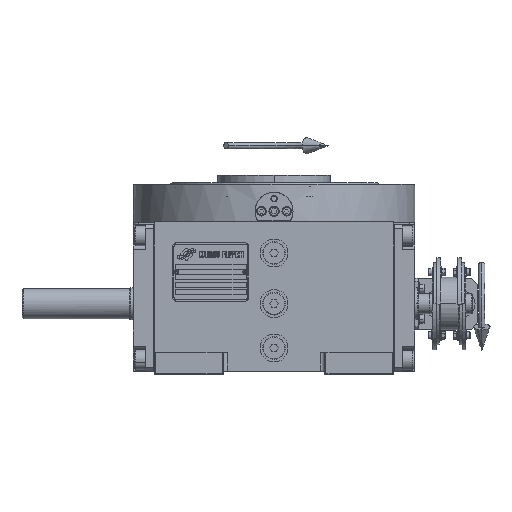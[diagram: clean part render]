
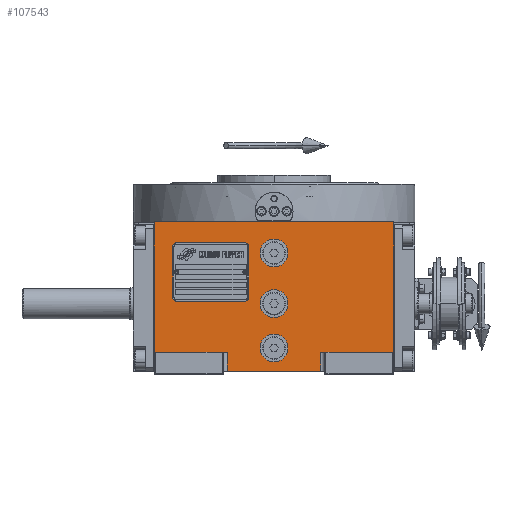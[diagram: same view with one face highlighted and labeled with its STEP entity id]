
A CAD part, top view. The second image highlights one B-rep face of the part: STEP entity #107543.
In plain terms, the highlighted planar face has unit normal (0, 0, 1).
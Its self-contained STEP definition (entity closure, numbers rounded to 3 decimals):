
#261 = ORIENTED_EDGE ( 'NONE', *, *, #4614, .T. ) ;
#1618 = ORIENTED_EDGE ( 'NONE', *, *, #99852, .F. ) ;
#1697 = CARTESIAN_POINT ( 'NONE',  ( 11., 0., 163.5 ) ) ;
#2128 = EDGE_CURVE ( 'NONE', #66177, #39964, #19564, .T. ) ;
#2468 = LINE ( 'NONE', #111006, #19516 ) ;
#2552 = CIRCLE ( 'NONE', #68533, 11. ) ;
#4107 = VERTEX_POINT ( 'NONE', #49495 ) ;
#4614 = EDGE_CURVE ( 'NONE', #22629, #4107, #65339, .T. ) ;
#5617 = ORIENTED_EDGE ( 'NONE', *, *, #2128, .F. ) ;
#8264 = EDGE_LOOP ( 'NONE', ( #111171, #33030 ) ) ;
#10388 = VERTEX_POINT ( 'NONE', #108643 ) ;
#11521 = FACE_BOUND ( 'NONE', #111022, .T. ) ;
#12069 = VERTEX_POINT ( 'NONE', #80427 ) ;
#12106 = DIRECTION ( 'NONE',  ( 0., 0., 1. ) ) ;
#13049 = DIRECTION ( 'NONE',  ( -1., 0., 0. ) ) ;
#13053 = EDGE_CURVE ( 'NONE', #14417, #66177, #82909, .T. ) ;
#13388 = CARTESIAN_POINT ( 'NONE',  ( -37., -53.5, 163.5 ) ) ;
#14417 = VERTEX_POINT ( 'NONE', #99556 ) ;
#16330 = CARTESIAN_POINT ( 'NONE',  ( -94.5, 64.5, 163.5 ) ) ;
#19516 = VECTOR ( 'NONE', #49090, 1000. ) ;
#19564 = LINE ( 'NONE', #74431, #106375 ) ;
#20421 = FACE_BOUND ( 'NONE', #40402, .T. ) ;
#20465 = CARTESIAN_POINT ( 'NONE',  ( 0., -35., 163.5 ) ) ;
#20951 = DIRECTION ( 'NONE',  ( 0., 1., 0. ) ) ;
#20988 = CARTESIAN_POINT ( 'NONE',  ( -94.5, -53.5, 163.5 ) ) ;
#21096 = EDGE_CURVE ( 'NONE', #10388, #91397, #116162, .T. ) ;
#22629 = VERTEX_POINT ( 'NONE', #72700 ) ;
#22654 = ORIENTED_EDGE ( 'NONE', *, *, #72739, .F. ) ;
#22852 = DIRECTION ( 'NONE',  ( 0., 1., 0. ) ) ;
#24200 = CIRCLE ( 'NONE', #86346, 11. ) ;
#24545 = VECTOR ( 'NONE', #96879, 1000. ) ;
#25030 = CARTESIAN_POINT ( 'NONE',  ( 94.5, 64.5, 163.5 ) ) ;
#30113 = ORIENTED_EDGE ( 'NONE', *, *, #82608, .F. ) ;
#31370 = CARTESIAN_POINT ( 'NONE',  ( 11., 40., 163.5 ) ) ;
#33030 = ORIENTED_EDGE ( 'NONE', *, *, #54638, .F. ) ;
#34251 = CARTESIAN_POINT ( 'NONE',  ( -11., 0., 163.5 ) ) ;
#35315 = LINE ( 'NONE', #51893, #94999 ) ;
#35748 = ORIENTED_EDGE ( 'NONE', *, *, #104120, .T. ) ;
#39207 = CARTESIAN_POINT ( 'NONE',  ( -94.5, -38.5, 163.5 ) ) ;
#39310 = CARTESIAN_POINT ( 'NONE',  ( -37., -53.5, 163.5 ) ) ;
#39964 = VERTEX_POINT ( 'NONE', #25030 ) ;
#40340 = CARTESIAN_POINT ( 'NONE',  ( 0., 40., 163.5 ) ) ;
#40402 = EDGE_LOOP ( 'NONE', ( #22654, #83661 ) ) ;
#41036 = DIRECTION ( 'NONE',  ( 0., 0., 1. ) ) ;
#43551 = CARTESIAN_POINT ( 'NONE',  ( 0., 0., 163.5 ) ) ;
#43928 = VERTEX_POINT ( 'NONE', #53699 ) ;
#44636 = VERTEX_POINT ( 'NONE', #104164 ) ;
#47457 = CARTESIAN_POINT ( 'NONE',  ( -37., -38.5, 163.5 ) ) ;
#47676 = VECTOR ( 'NONE', #95878, 1000. ) ;
#48116 = FACE_OUTER_BOUND ( 'NONE', #64162, .T. ) ;
#48756 = CARTESIAN_POINT ( 'NONE',  ( 0., 40., 163.5 ) ) ;
#49090 = DIRECTION ( 'NONE',  ( 1., 0., 0. ) ) ;
#49346 = AXIS2_PLACEMENT_3D ( 'NONE', #40340, #76373, #104629 ) ;
#49495 = CARTESIAN_POINT ( 'NONE',  ( 37., -53.5, 163.5 ) ) ;
#51893 = CARTESIAN_POINT ( 'NONE',  ( -94.5, -38.5, 163.5 ) ) ;
#51945 = AXIS2_PLACEMENT_3D ( 'NONE', #20988, #12106, #84119 ) ;
#52781 = CARTESIAN_POINT ( 'NONE',  ( 94.5, -38.5, 163.5 ) ) ;
#53625 = DIRECTION ( 'NONE',  ( 1., 0., 0. ) ) ;
#53699 = CARTESIAN_POINT ( 'NONE',  ( 94.5, -38.5, 163.5 ) ) ;
#54638 = EDGE_CURVE ( 'NONE', #78597, #93244, #67842, .T. ) ;
#60920 = ORIENTED_EDGE ( 'NONE', *, *, #67882, .T. ) ;
#61300 = DIRECTION ( 'NONE',  ( 0., 0., 1. ) ) ;
#64162 = EDGE_LOOP ( 'NONE', ( #261, #30113, #106414, #60920, #5617, #64267, #35748, #107408 ) ) ;
#64267 = ORIENTED_EDGE ( 'NONE', *, *, #13053, .F. ) ;
#65339 = LINE ( 'NONE', #39310, #88729 ) ;
#66177 = VERTEX_POINT ( 'NONE', #16330 ) ;
#67842 = CIRCLE ( 'NONE', #82919, 11. ) ;
#67882 = EDGE_CURVE ( 'NONE', #43928, #39964, #69326, .T. ) ;
#68411 = ORIENTED_EDGE ( 'NONE', *, *, #101950, .F. ) ;
#68533 = AXIS2_PLACEMENT_3D ( 'NONE', #84357, #83767, #101471 ) ;
#69326 = LINE ( 'NONE', #52781, #47676 ) ;
#69738 = CIRCLE ( 'NONE', #109251, 11. ) ;
#70901 = LINE ( 'NONE', #106869, #24545 ) ;
#72700 = CARTESIAN_POINT ( 'NONE',  ( -37., -53.5, 163.5 ) ) ;
#72739 = EDGE_CURVE ( 'NONE', #91397, #10388, #2552, .T. ) ;
#74431 = CARTESIAN_POINT ( 'NONE',  ( -94.5, 64.5, 163.5 ) ) ;
#76373 = DIRECTION ( 'NONE',  ( 0., 0., 1. ) ) ;
#76500 = DIRECTION ( 'NONE',  ( 1., 0., 0. ) ) ;
#78597 = VERTEX_POINT ( 'NONE', #34251 ) ;
#80300 = VECTOR ( 'NONE', #20951, 1000. ) ;
#80427 = CARTESIAN_POINT ( 'NONE',  ( -11., 40., 163.5 ) ) ;
#82608 = EDGE_CURVE ( 'NONE', #44636, #4107, #70901, .T. ) ;
#82909 = LINE ( 'NONE', #39207, #80300 ) ;
#82919 = AXIS2_PLACEMENT_3D ( 'NONE', #84480, #111539, #13049 ) ;
#83519 = PLANE ( 'NONE',  #51945 ) ;
#83661 = ORIENTED_EDGE ( 'NONE', *, *, #21096, .F. ) ;
#83767 = DIRECTION ( 'NONE',  ( 0., 0., 1. ) ) ;
#84119 = DIRECTION ( 'NONE',  ( 1., 0., 0. ) ) ;
#84357 = CARTESIAN_POINT ( 'NONE',  ( 0., -35., 163.5 ) ) ;
#84480 = CARTESIAN_POINT ( 'NONE',  ( 0., 0., 163.5 ) ) ;
#86346 = AXIS2_PLACEMENT_3D ( 'NONE', #43551, #61300, #106682 ) ;
#88729 = VECTOR ( 'NONE', #76500, 1000. ) ;
#91397 = VERTEX_POINT ( 'NONE', #99353 ) ;
#92129 = DIRECTION ( 'NONE',  ( 1., 0., 0. ) ) ;
#92422 = DIRECTION ( 'NONE',  ( 0., 0., 1. ) ) ;
#93244 = VERTEX_POINT ( 'NONE', #1697 ) ;
#94183 = DIRECTION ( 'NONE',  ( 1., 0., 0. ) ) ;
#94252 = LINE ( 'NONE', #13388, #98374 ) ;
#94999 = VECTOR ( 'NONE', #53625, 1000. ) ;
#95878 = DIRECTION ( 'NONE',  ( 0., 1., 0. ) ) ;
#96879 = DIRECTION ( 'NONE',  ( 0., -1., 0. ) ) ;
#98374 = VECTOR ( 'NONE', #22852, 1000. ) ;
#99353 = CARTESIAN_POINT ( 'NONE',  ( 11., -35., 163.5 ) ) ;
#99556 = CARTESIAN_POINT ( 'NONE',  ( -94.5, -38.5, 163.5 ) ) ;
#99852 = EDGE_CURVE ( 'NONE', #102355, #12069, #69738, .T. ) ;
#100217 = CIRCLE ( 'NONE', #49346, 11. ) ;
#101237 = FACE_BOUND ( 'NONE', #8264, .T. ) ;
#101471 = DIRECTION ( 'NONE',  ( 1., 0., 0. ) ) ;
#101950 = EDGE_CURVE ( 'NONE', #12069, #102355, #100217, .T. ) ;
#102355 = VERTEX_POINT ( 'NONE', #31370 ) ;
#104120 = EDGE_CURVE ( 'NONE', #14417, #116502, #35315, .T. ) ;
#104164 = CARTESIAN_POINT ( 'NONE',  ( 37., -38.5, 163.5 ) ) ;
#104629 = DIRECTION ( 'NONE',  ( -1., 0., 0. ) ) ;
#105114 = EDGE_CURVE ( 'NONE', #44636, #43928, #2468, .T. ) ;
#106375 = VECTOR ( 'NONE', #92129, 1000. ) ;
#106414 = ORIENTED_EDGE ( 'NONE', *, *, #105114, .T. ) ;
#106682 = DIRECTION ( 'NONE',  ( 1., 0., 0. ) ) ;
#106869 = CARTESIAN_POINT ( 'NONE',  ( 37., -38.5, 163.5 ) ) ;
#107408 = ORIENTED_EDGE ( 'NONE', *, *, #110656, .F. ) ;
#107543 = ADVANCED_FACE ( 'NONE', ( #101237, #20421, #11521, #48116 ), #83519, .T. ) ;
#108643 = CARTESIAN_POINT ( 'NONE',  ( -11., -35., 163.5 ) ) ;
#108921 = EDGE_CURVE ( 'NONE', #93244, #78597, #24200, .T. ) ;
#109251 = AXIS2_PLACEMENT_3D ( 'NONE', #48756, #41036, #94183 ) ;
#109488 = DIRECTION ( 'NONE',  ( -1., 0., 0. ) ) ;
#110656 = EDGE_CURVE ( 'NONE', #22629, #116502, #94252, .T. ) ;
#111006 = CARTESIAN_POINT ( 'NONE',  ( 37., -38.5, 163.5 ) ) ;
#111022 = EDGE_LOOP ( 'NONE', ( #1618, #68411 ) ) ;
#111171 = ORIENTED_EDGE ( 'NONE', *, *, #108921, .F. ) ;
#111539 = DIRECTION ( 'NONE',  ( 0., 0., 1. ) ) ;
#114254 = AXIS2_PLACEMENT_3D ( 'NONE', #20465, #92422, #109488 ) ;
#116162 = CIRCLE ( 'NONE', #114254, 11. ) ;
#116502 = VERTEX_POINT ( 'NONE', #47457 ) ;
